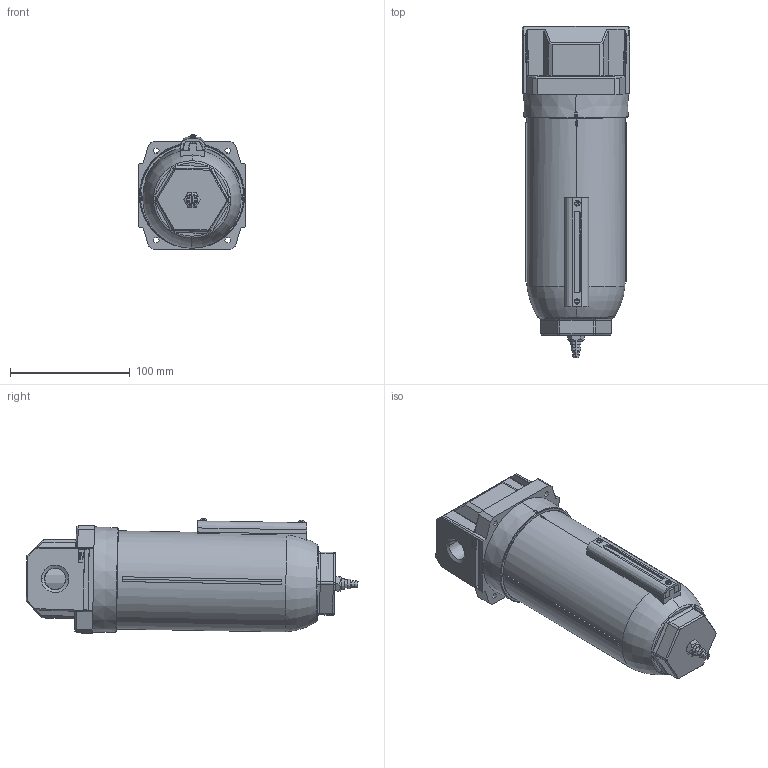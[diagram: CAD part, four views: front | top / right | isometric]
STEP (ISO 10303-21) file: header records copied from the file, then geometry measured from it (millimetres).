
FILE_DESCRIPTION (( 'STEP AP214' ), '1' );
FILE_NAME ('F90.STEP', '2021-11-23T01:48:25', ( 'User' ), ( '' ), 'SwSTEP 2.0', 'SolidWorks 2014', '' );
FILE_SCHEMA (( 'AUTOMOTIVE_DESIGN' ));
Length unit declared in the file: millimetre
Products named in the file (17): F2117-1; F7029; 70液面計; 20141103-F9102A-02; 2-F9101-4等分; F90; 十字圓頭螺絲; 排水閥
Assembly tree (10 placements, depth 2):
  F90
    十字圓頭螺絲
    十字圓頭螺絲
  排水閥
  F2117-1
  F7029
  70液面計
Bounding box: 90 x 277.43 x 95.92 mm (x, y, z)
Volume: 548596.8 mm3; surface area: 174640.5 mm2
Topology: 8 solids, 8 shells, 1515 faces, 3723 edges, 2214 vertices
Faces by surface type: plane 710, cylinder 364, bspline 285, cone 64, torus 62, sphere 30
Entity records: 60645 total; most frequent: CARTESIAN_POINT 28787, ORIENTED_EDGE 7084, DIRECTION 5744, EDGE_CURVE 3542, VERTEX_POINT 2124, AXIS2_PLACEMENT_3D 1963, VECTOR 1818, LINE 1818
